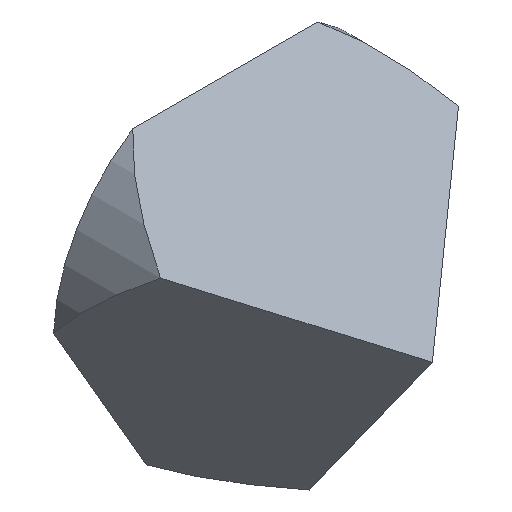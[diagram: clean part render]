
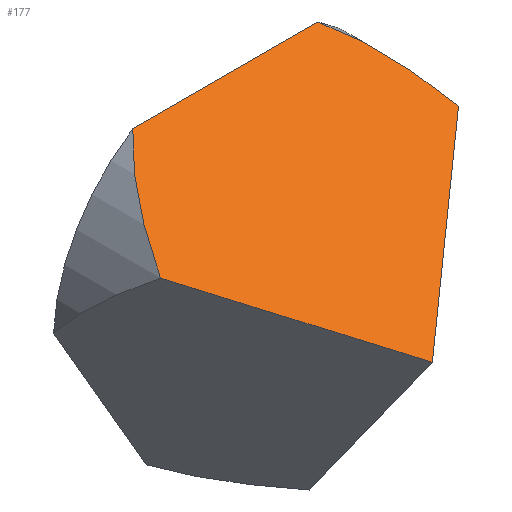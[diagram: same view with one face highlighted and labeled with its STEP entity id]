
A CAD part, isometric view. The second image highlights one B-rep face of the part: STEP entity #177.
In plain terms, the highlighted planar face has unit normal (0, -0.574, 0.819).
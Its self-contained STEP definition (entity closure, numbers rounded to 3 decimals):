
#1 = VECTOR ( 'NONE', #211, 1000. ) ;
#3 =( BOUNDED_CURVE ( )  B_SPLINE_CURVE ( 3, ( #179, #176, #225, #115 ),
 .UNSPECIFIED., .F., .T. ) 
 B_SPLINE_CURVE_WITH_KNOTS ( ( 4, 4 ),
 ( 3.71, 4.189 ),
 .UNSPECIFIED. ) 
 CURVE ( )  GEOMETRIC_REPRESENTATION_ITEM ( )  RATIONAL_B_SPLINE_CURVE ( ( 1., 0.981, 0.981, 1. ) ) 
 REPRESENTATION_ITEM ( '' )  );
#9 = DIRECTION ( 'NONE',  ( 0., 0.574, -0.819 ) ) ;
#18 = CARTESIAN_POINT ( 'NONE',  ( -21.906, 35.094, 24.573 ) ) ;
#35 = ORIENTED_EDGE ( 'NONE', *, *, #138, .T. ) ;
#43 = EDGE_CURVE ( 'NONE', #254, #190, #126, .T. ) ;
#46 = VECTOR ( 'NONE', #259, 1000. ) ;
#54 = CARTESIAN_POINT ( 'NONE',  ( -28.146, 23.207, 16.25 ) ) ;
#59 = VERTEX_POINT ( 'NONE', #104 ) ;
#61 = CARTESIAN_POINT ( 'NONE',  ( 0., 39.12, 27.392 ) ) ;
#62 = ORIENTED_EDGE ( 'NONE', *, *, #124, .T. ) ;
#84 = CARTESIAN_POINT ( 'NONE',  ( 0., 0., 0. ) ) ;
#95 = CARTESIAN_POINT ( 'NONE',  ( -17.491, 39.12, 27.392 ) ) ;
#103 = CARTESIAN_POINT ( 'NONE',  ( -28.146, 23.207, 16.25 ) ) ;
#104 = CARTESIAN_POINT ( 'NONE',  ( 0., 0., 0. ) ) ;
#106 = CARTESIAN_POINT ( 'NONE',  ( -25.527, 29.687, 20.787 ) ) ;
#109 = EDGE_CURVE ( 'NONE', #272, #254, #265, .T. ) ;
#115 = CARTESIAN_POINT ( 'NONE',  ( 28.146, 23.207, 16.25 ) ) ;
#116 = FACE_OUTER_BOUND ( 'NONE', #160, .T. ) ;
#124 = EDGE_CURVE ( 'NONE', #59, #127, #145, .T. ) ;
#125 = VECTOR ( 'NONE', #147, 1000. ) ;
#126 = LINE ( 'NONE', #61, #1 ) ;
#127 = VERTEX_POINT ( 'NONE', #168 ) ;
#138 = EDGE_CURVE ( 'NONE', #272, #59, #261, .T. ) ;
#145 = LINE ( 'NONE', #237, #46 ) ;
#147 = DIRECTION ( 'NONE',  ( 0.705, -0.581, -0.407 ) ) ;
#160 = EDGE_LOOP ( 'NONE', ( #62, #183, #215, #236, #35 ) ) ;
#168 = CARTESIAN_POINT ( 'NONE',  ( 28.146, 23.207, 16.25 ) ) ;
#176 = CARTESIAN_POINT ( 'NONE',  ( 21.906, 35.094, 24.573 ) ) ;
#177 = ADVANCED_FACE ( 'NONE', ( #116 ), #182, .F. ) ;
#179 = CARTESIAN_POINT ( 'NONE',  ( 17.491, 39.12, 27.392 ) ) ;
#180 = DIRECTION ( 'NONE',  ( -1., 0., 0. ) ) ;
#182 = PLANE ( 'NONE',  #210 ) ;
#183 = ORIENTED_EDGE ( 'NONE', *, *, #262, .F. ) ;
#190 = VERTEX_POINT ( 'NONE', #226 ) ;
#201 = CARTESIAN_POINT ( 'NONE',  ( 0., 0., 0. ) ) ;
#210 = AXIS2_PLACEMENT_3D ( 'NONE', #201, #9, #180 ) ;
#211 = DIRECTION ( 'NONE',  ( 1., 0., 0. ) ) ;
#215 = ORIENTED_EDGE ( 'NONE', *, *, #43, .F. ) ;
#216 = CARTESIAN_POINT ( 'NONE',  ( -17.491, 39.12, 27.392 ) ) ;
#225 = CARTESIAN_POINT ( 'NONE',  ( 25.527, 29.687, 20.787 ) ) ;
#226 = CARTESIAN_POINT ( 'NONE',  ( 17.491, 39.12, 27.392 ) ) ;
#236 = ORIENTED_EDGE ( 'NONE', *, *, #109, .F. ) ;
#237 = CARTESIAN_POINT ( 'NONE',  ( 0., 0., 0. ) ) ;
#254 = VERTEX_POINT ( 'NONE', #95 ) ;
#259 = DIRECTION ( 'NONE',  ( 0.705, 0.581, 0.407 ) ) ;
#261 = LINE ( 'NONE', #84, #125 ) ;
#262 = EDGE_CURVE ( 'NONE', #190, #127, #3, .T. ) ;
#265 =( BOUNDED_CURVE ( )  B_SPLINE_CURVE ( 3, ( #103, #106, #18, #216 ),
 .UNSPECIFIED., .F., .T. ) 
 B_SPLINE_CURVE_WITH_KNOTS ( ( 4, 4 ),
 ( 2.094, 2.573 ),
 .UNSPECIFIED. ) 
 CURVE ( )  GEOMETRIC_REPRESENTATION_ITEM ( )  RATIONAL_B_SPLINE_CURVE ( ( 1., 0.981, 0.981, 1. ) ) 
 REPRESENTATION_ITEM ( '' )  );
#272 = VERTEX_POINT ( 'NONE', #54 ) ;
